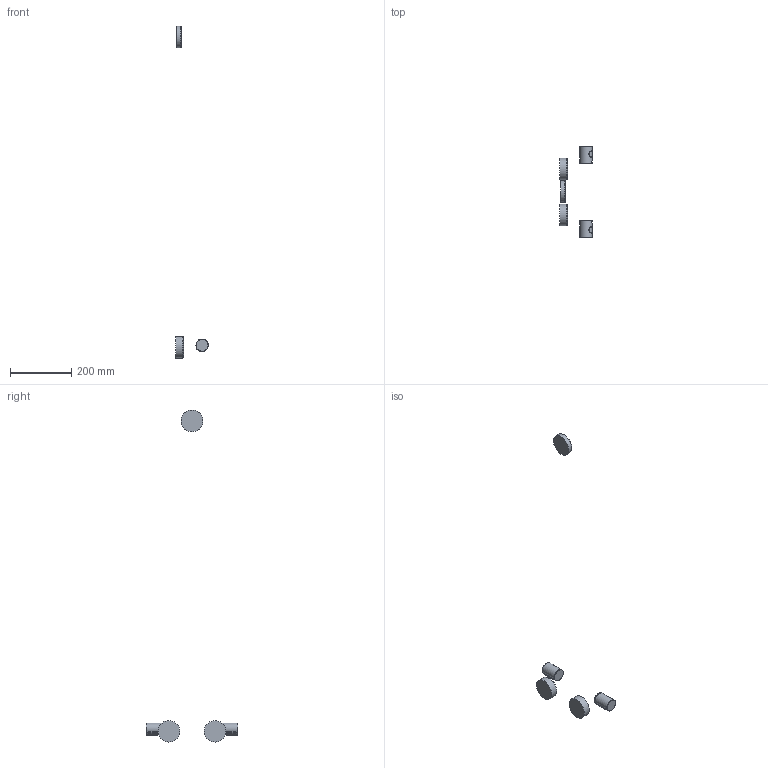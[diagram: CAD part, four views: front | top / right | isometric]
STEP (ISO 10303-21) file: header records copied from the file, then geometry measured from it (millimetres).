
FILE_DESCRIPTION(/* description */ ('Unknown'),/* implementation_level */ '2;1');
FILE_NAME(/* name */ '26671000',/* time_stamp */ '2022-08-26T14:40:40+02:00',/* author */ ('Unknown'),/* organization */ ('GROHE AG'),/* preprocessor_version */ 'ST-DEVELOPER v16.7',/* originating_system */ 'DEX',/* authorisation */ $);
FILE_SCHEMA (('AUTOMOTIVE_DESIGN {1 0 10303 214 3 1 1}'));
Length unit declared in the file: millimetre
Products named in the file (10): 26671000; 26671000_0; A4284282 handle-2 1000C 081107; A4284282 handle-2 1000C 081107_0; id195; 081107 GTM1000C Handles Update02; extrude#; HEALED_BODY_2  ; trim_sur
Assembly tree (9 placements, depth 2):
  26671000
    26671000
    26671000_0
    A4284282 handle-2 1000C 081107
    A4284282 handle-2 1000C 081107_0
    id195
    081107 GTM1000C Handles Update02
    extrude#
    HEALED_BODY_2  
    trim_sur
Bounding box: 105.5 x 298.65 x 1080.5 mm (x, y, z)
Volume: 400030.6 mm3; surface area: 57050.8 mm2
Topology: 5 solids, 5 shells, 69 faces, 153 edges, 96 vertices
Faces by surface type: bspline 18, cylinder 17, plane 16, torus 12, cone 4, sphere 2
Full cylindrical faces by diameter (mm): 39 x2, 40 x4, 70 x2, 71 x1
Entity records: 2514 total; most frequent: CARTESIAN_POINT 1143, DIRECTION 226, ORIENTED_EDGE 208, AXIS2_PLACEMENT_3D 105, EDGE_CURVE 104, EDGE_LOOP 96, FACE_BOUND 96, VERTEX_POINT 72
